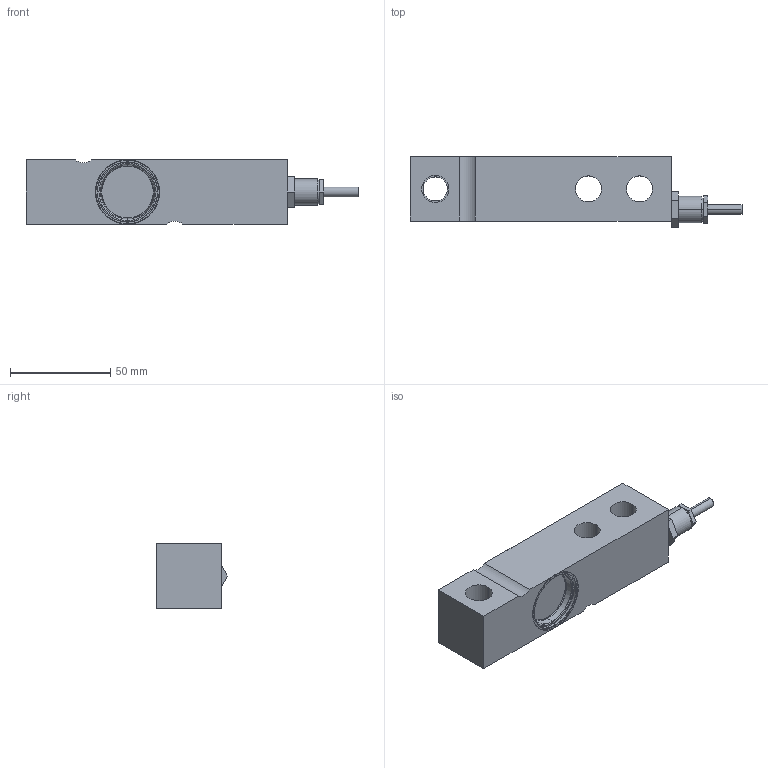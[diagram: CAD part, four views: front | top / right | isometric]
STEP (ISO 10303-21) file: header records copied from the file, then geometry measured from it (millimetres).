
FILE_DESCRIPTION(('STEP AP214'),'1');
FILE_NAME('FTK 500-1000-2000 kg.stp','2018-01-12T11:36:25',(' '),(' '),'Spatial InterOp 3D',' ',' ');
FILE_SCHEMA(('AUTOMOTIVE_DESIGN { 1 0 10303 214 1 1 1 1 }'));
Length unit declared in the file: metre
Products named in the file (3): FTK 500-1000-2000 kg; corpo; pressacavo ¼ GAS
Assembly tree (2 placements, depth 2):
  FTK 500-1000-2000 kg
    corpo
    pressacavo ¼ GAS
Bounding box: 165.2 x 35.29 x 32 mm (x, y, z)
Volume: 103250.8 mm3; surface area: 31501.7 mm2
Topology: 2 solids, 5 shells, 117 faces, 248 edges, 156 vertices
Faces by surface type: plane 47, cylinder 42, torus 20, cone 8
Entity records: 4239 total; most frequent: DIRECTION 624, CARTESIAN_POINT 560, ORIENTED_EDGE 496, AXIS2_PLACEMENT_3D 258, EDGE_CURVE 248, VERTEX_POINT 156, EDGE_LOOP 142, CIRCLE 138
